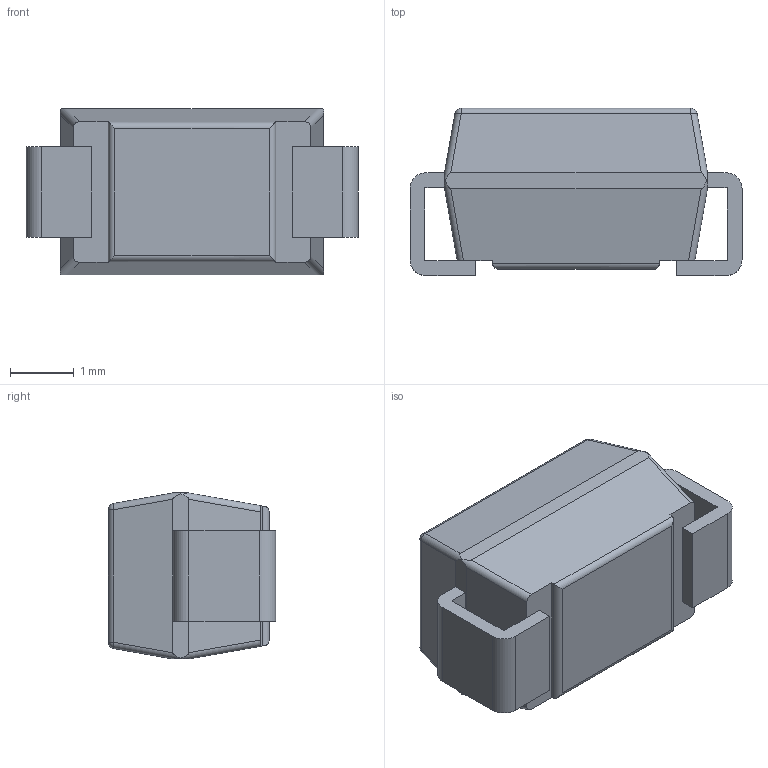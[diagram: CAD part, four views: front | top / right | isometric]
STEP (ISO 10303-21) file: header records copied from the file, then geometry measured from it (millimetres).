
FILE_DESCRIPTION (( 'STEP AP214' ), '1' );
FILE_NAME ('User Library-Diode Molded Body.STEP', '2013-04-17T05:06:18', ( 'Windows User' ), ( '' ), 'SwSTEP 2.0', 'SolidWorks 2013', '' );
FILE_SCHEMA (( 'AUTOMOTIVE_DESIGN' ));
Length unit declared in the file: millimetre
Products named in the file (1): User Library-Diode Molded Body
Bounding box: 5.2 x 2.62 x 2.6 mm (x, y, z)
Volume: 25.4 mm3; surface area: 64.8 mm2
Topology: 1 solids, 1 shells, 69 faces, 186 edges, 116 vertices
Faces by surface type: plane 41, cylinder 24, sphere 4
Entity records: 2471 total; most frequent: CARTESIAN_POINT 464, ORIENTED_EDGE 364, DIRECTION 318, EDGE_CURVE 182, VECTOR 122, LINE 122, VERTEX_POINT 116, AXIS2_PLACEMENT_3D 98
